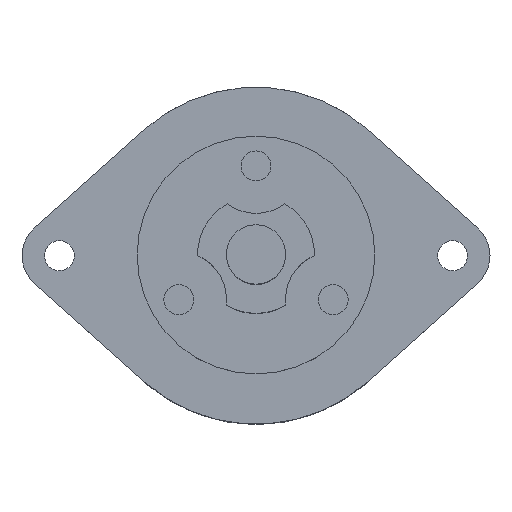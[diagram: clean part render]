
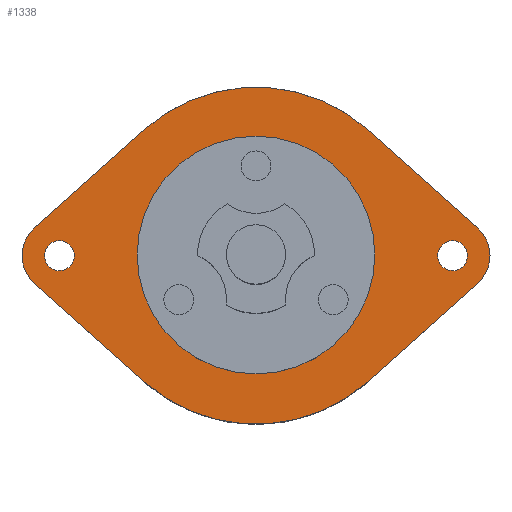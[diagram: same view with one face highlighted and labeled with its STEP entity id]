
A CAD part, top view. The second image highlights one B-rep face of the part: STEP entity #1338.
In plain terms, the highlighted planar face has unit normal (0, 0, 1).
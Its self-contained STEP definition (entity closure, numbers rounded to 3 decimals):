
#93=CARTESIAN_POINT('',(-21.,0.,9.75));
#94=DIRECTION('',(0.,0.,-1.));
#95=DIRECTION('',(1.,0.,0.));
#96=AXIS2_PLACEMENT_3D('',#93,#94,#95);
#98=CARTESIAN_POINT('',(-21.,0.,9.75));
#99=DIRECTION('',(0.,0.,-1.));
#100=DIRECTION('',(-1.,0.,0.));
#101=AXIS2_PLACEMENT_3D('',#98,#99,#100);
#103=CARTESIAN_POINT('',(21.,0.,9.75));
#104=DIRECTION('',(0.,0.,-1.));
#105=DIRECTION('',(1.,0.,0.));
#106=AXIS2_PLACEMENT_3D('',#103,#104,#105);
#108=CARTESIAN_POINT('',(21.,0.,9.75));
#109=DIRECTION('',(0.,0.,-1.));
#110=DIRECTION('',(-1.,0.,0.));
#111=AXIS2_PLACEMENT_3D('',#108,#109,#110);
#113=CARTESIAN_POINT('',(-21.,0.,9.75));
#114=DIRECTION('',(0.,0.,1.));
#115=DIRECTION('',(-0.667,0.745,0.));
#116=AXIS2_PLACEMENT_3D('',#113,#114,#115);
#118=DIRECTION('',(-0.745,-0.667,0.));
#119=VECTOR('',#118,15.652);
#120=CARTESIAN_POINT('',(-12.,13.416,9.75));
#121=LINE('',#120,#119);
#122=CARTESIAN_POINT('',(0.,0.,9.75));
#123=DIRECTION('',(0.,0.,1.));
#124=DIRECTION('',(0.667,0.745,0.));
#125=AXIS2_PLACEMENT_3D('',#122,#123,#124);
#127=DIRECTION('',(-0.745,0.667,0.));
#128=VECTOR('',#127,15.652);
#129=CARTESIAN_POINT('',(23.667,2.981,9.75));
#130=LINE('',#129,#128);
#131=CARTESIAN_POINT('',(21.,0.,9.75));
#132=DIRECTION('',(0.,0.,1.));
#133=DIRECTION('',(0.667,-0.745,0.));
#134=AXIS2_PLACEMENT_3D('',#131,#132,#133);
#136=DIRECTION('',(0.745,0.667,0.));
#137=VECTOR('',#136,15.652);
#138=CARTESIAN_POINT('',(12.,-13.416,9.75));
#139=LINE('',#138,#137);
#140=CARTESIAN_POINT('',(0.,0.,9.75));
#141=DIRECTION('',(0.,0.,1.));
#142=DIRECTION('',(-0.667,-0.745,0.));
#143=AXIS2_PLACEMENT_3D('',#140,#141,#142);
#145=DIRECTION('',(0.745,-0.667,0.));
#146=VECTOR('',#145,15.652);
#147=CARTESIAN_POINT('',(-23.667,-2.981,9.75));
#148=LINE('',#147,#146);
#199=CARTESIAN_POINT('',(0.,0.,9.75));
#200=DIRECTION('',(0.,0.,1.));
#201=DIRECTION('',(1.,0.,0.));
#202=AXIS2_PLACEMENT_3D('',#199,#200,#201);
#208=CARTESIAN_POINT('',(0.,0.,9.75));
#209=DIRECTION('',(0.,0.,1.));
#210=DIRECTION('',(-1.,0.,0.));
#211=AXIS2_PLACEMENT_3D('',#208,#209,#210);
#929=CARTESIAN_POINT('',(-19.4,0.,9.75));
#930=CARTESIAN_POINT('',(-22.6,0.,9.75));
#931=VERTEX_POINT('',#929);
#932=VERTEX_POINT('',#930);
#933=CARTESIAN_POINT('',(22.6,0.,9.75));
#934=CARTESIAN_POINT('',(19.4,0.,9.75));
#935=VERTEX_POINT('',#933);
#936=VERTEX_POINT('',#934);
#937=CARTESIAN_POINT('',(-23.667,2.981,9.75));
#938=CARTESIAN_POINT('',(-23.667,-2.981,9.75));
#939=VERTEX_POINT('',#937);
#940=VERTEX_POINT('',#938);
#941=CARTESIAN_POINT('',(-12.,-13.416,9.75));
#942=VERTEX_POINT('',#941);
#943=CARTESIAN_POINT('',(12.,-13.416,9.75));
#944=VERTEX_POINT('',#943);
#945=CARTESIAN_POINT('',(23.667,-2.981,9.75));
#946=VERTEX_POINT('',#945);
#947=CARTESIAN_POINT('',(23.667,2.981,9.75));
#948=VERTEX_POINT('',#947);
#949=CARTESIAN_POINT('',(12.,13.416,9.75));
#950=VERTEX_POINT('',#949);
#951=CARTESIAN_POINT('',(-12.,13.416,9.75));
#952=VERTEX_POINT('',#951);
#981=CARTESIAN_POINT('',(11.3,0.,9.75));
#982=CARTESIAN_POINT('',(-11.3,0.,9.75));
#983=VERTEX_POINT('',#981);
#984=VERTEX_POINT('',#982);
#1300=CARTESIAN_POINT('',(0.,0.,9.75));
#1301=DIRECTION('',(0.,0.,1.));
#1302=DIRECTION('',(1.,0.,0.));
#1303=AXIS2_PLACEMENT_3D('',#1300,#1301,#1302);
#1304=PLANE('',#1303);
#1306=ORIENTED_EDGE('',*,*,#1305,.F.);
#1308=ORIENTED_EDGE('',*,*,#1307,.F.);
#1309=ORIENTED_EDGE('',*,*,#1212,.F.);
#1311=ORIENTED_EDGE('',*,*,#1310,.F.);
#1313=ORIENTED_EDGE('',*,*,#1312,.F.);
#1315=ORIENTED_EDGE('',*,*,#1314,.F.);
#1317=ORIENTED_EDGE('',*,*,#1316,.F.);
#1319=ORIENTED_EDGE('',*,*,#1318,.F.);
#1320=EDGE_LOOP('',(#1306,#1308,#1309,#1311,#1313,#1315,#1317,#1319));
#1321=FACE_OUTER_BOUND('',#1320,.F.);
#1323=ORIENTED_EDGE('',*,*,#1322,.F.);
#1325=ORIENTED_EDGE('',*,*,#1324,.F.);
#1326=EDGE_LOOP('',(#1323,#1325));
#1327=FACE_BOUND('',#1326,.F.);
#1328=ORIENTED_EDGE('',*,*,#1280,.F.);
#1329=ORIENTED_EDGE('',*,*,#1294,.F.);
#1330=EDGE_LOOP('',(#1328,#1329));
#1331=FACE_BOUND('',#1330,.F.);
#1333=ORIENTED_EDGE('',*,*,#1332,.T.);
#1335=ORIENTED_EDGE('',*,*,#1334,.T.);
#1336=EDGE_LOOP('',(#1333,#1335));
#1337=FACE_BOUND('',#1336,.F.);
#1338=ADVANCED_FACE('',(#1321,#1327,#1331,#1337),#1304,.T.);
#97=CIRCLE('',#96,1.6);
#102=CIRCLE('',#101,1.6);
#107=CIRCLE('',#106,1.6);
#112=CIRCLE('',#111,1.6);
#117=CIRCLE('',#116,4.);
#126=CIRCLE('',#125,18.);
#135=CIRCLE('',#134,4.);
#144=CIRCLE('',#143,18.);
#203=CIRCLE('',#202,11.3);
#212=CIRCLE('',#211,11.3);
#1212=EDGE_CURVE('',#950,#952,#126,.T.);
#1280=EDGE_CURVE('',#931,#932,#97,.T.);
#1294=EDGE_CURVE('',#932,#931,#102,.T.);
#1305=EDGE_CURVE('',#939,#940,#117,.T.);
#1307=EDGE_CURVE('',#952,#939,#121,.T.);
#1310=EDGE_CURVE('',#948,#950,#130,.T.);
#1312=EDGE_CURVE('',#946,#948,#135,.T.);
#1314=EDGE_CURVE('',#944,#946,#139,.T.);
#1316=EDGE_CURVE('',#942,#944,#144,.T.);
#1318=EDGE_CURVE('',#940,#942,#148,.T.);
#1322=EDGE_CURVE('',#935,#936,#107,.T.);
#1324=EDGE_CURVE('',#936,#935,#112,.T.);
#1332=EDGE_CURVE('',#983,#984,#203,.T.);
#1334=EDGE_CURVE('',#984,#983,#212,.T.);
